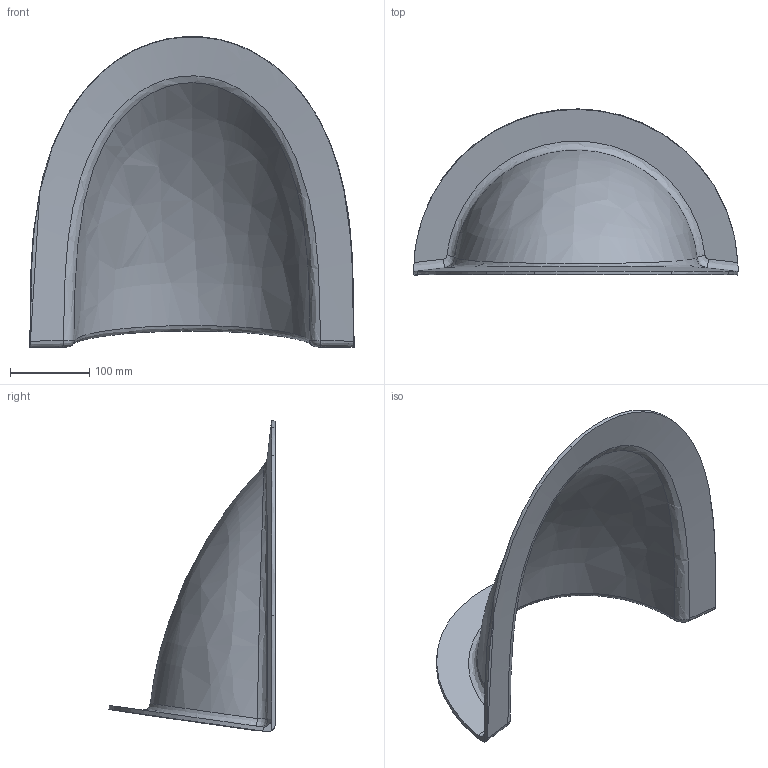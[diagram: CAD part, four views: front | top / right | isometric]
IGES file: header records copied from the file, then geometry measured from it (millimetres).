
Global section: file name: Ø300 long model SP240-285,; native system: Autodesk Inventor 2015; preprocessor: unknown; author: Elvira H.; date: 20151015.094421; units: millimetre
Bounding box: 410.11 x 210.29 x 393.17 mm (x, y, z)
Volume: 857975.7 mm3; surface area: 399269.7 mm2
Topology: 1 solids, 1 shells, 54 faces, 145 edges, 97 vertices
Faces by surface type: bspline 54
